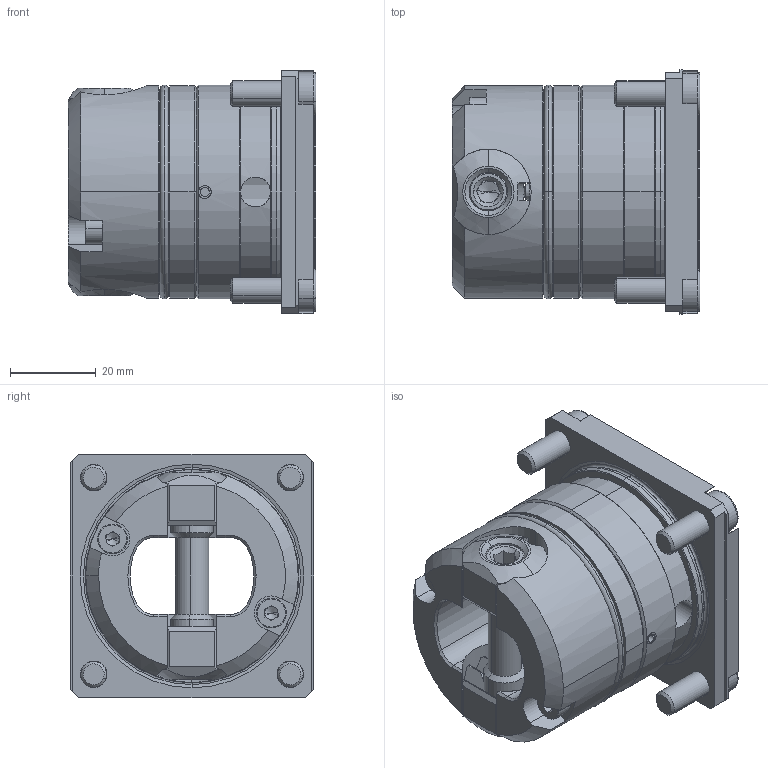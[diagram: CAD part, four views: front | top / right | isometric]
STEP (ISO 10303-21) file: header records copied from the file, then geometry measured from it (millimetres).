
FILE_DESCRIPTION (( 'STEP AP214' ), '1' );
FILE_NAME ('U50-PS5.058.008.STEP', '2018-04-24T08:55:42', ( 'SWIAdmin' ), ( 'Hewlett-Packard Company' ), 'SwSTEP 2.0', 'SolidWorks 2017', '' );
FILE_SCHEMA (( 'AUTOMOTIVE_DESIGN' ));
Length unit declared in the file: millimetre
Products named in the file (11): U50-PS5.ER1.046_A; U50-PS5.ERx.013_A_Links gewinde; U50-PS5.ERx.013_A; ISO 4762 - M4 x 30_PreviewCfg; DIN 3771 - 46x2; U50-PS5.ER1.030_A; U50-PS5.029.008_B; U50-PS5.058.008; ISO 8752 3x10; DIN 7984 - M6 x 16; DIN 6325_ø4x12_2x6
Assembly tree (15 placements, depth 2):
  U50-PS5.058.008
    U50-PS5.029.008_B
    U50-PS5.ER1.030_A
    DIN 3771 - 46x2
    ISO 4762 - M4 x 30_PreviewCfg  x2
    U50-PS5.ERx.013_A
    U50-PS5.ERx.013_A_Links gewinde
    U50-PS5.ER1.046_A
    DIN 6325_ø4x12_2x6  x2
    DIN 7984 - M6 x 16  x4
    ISO 8752 3x10
Bounding box: 58 x 57 x 57 mm (x, y, z)
Volume: 75366.8 mm3; surface area: 34768.5 mm2
Topology: 15 solids, 15 shells, 548 faces, 1359 edges, 833 vertices
Faces by surface type: plane 224, cylinder 140, cone 135, torus 39, sphere 8, bspline 2
Entity records: 15347 total; most frequent: CARTESIAN_POINT 3938, DIRECTION 2200, ORIENTED_EDGE 2194, EDGE_CURVE 1097, AXIS2_PLACEMENT_3D 863, VERTEX_POINT 689, VECTOR 474, LINE 474
